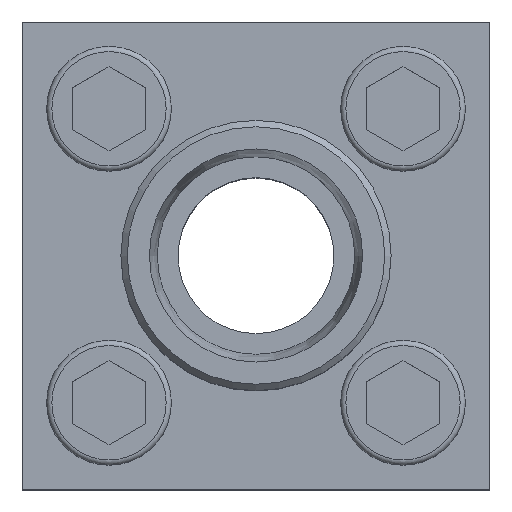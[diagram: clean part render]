
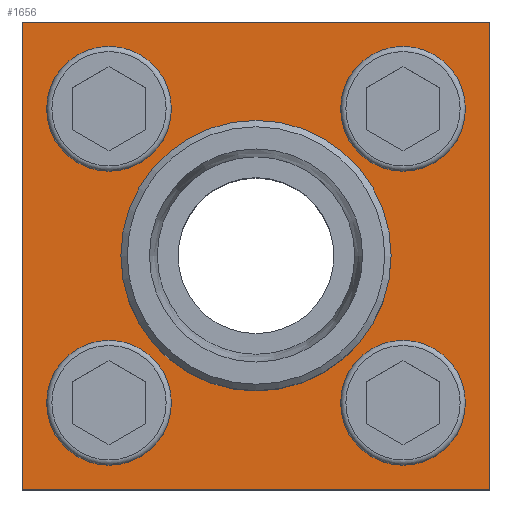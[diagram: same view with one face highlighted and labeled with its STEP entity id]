
A CAD part, top view. The second image highlights one B-rep face of the part: STEP entity #1656.
In plain terms, the highlighted planar face has unit normal (0, 0, 1).
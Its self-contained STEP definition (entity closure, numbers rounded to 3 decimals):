
#55=LINE('',#2225,#139);
#56=LINE('',#2228,#140);
#57=LINE('',#2230,#141);
#58=LINE('',#2232,#142);
#139=VECTOR('',#1883,1000.);
#140=VECTOR('',#1884,1000.);
#141=VECTOR('',#1885,1000.);
#142=VECTOR('',#1886,1000.);
#223=ORIENTED_EDGE('',*,*,#487,.T.);
#224=ORIENTED_EDGE('',*,*,#488,.T.);
#225=ORIENTED_EDGE('',*,*,#489,.F.);
#226=ORIENTED_EDGE('',*,*,#490,.T.);
#227=ORIENTED_EDGE('',*,*,#491,.T.);
#228=ORIENTED_EDGE('',*,*,#492,.T.);
#229=ORIENTED_EDGE('',*,*,#493,.T.);
#230=ORIENTED_EDGE('',*,*,#494,.T.);
#231=ORIENTED_EDGE('',*,*,#495,.T.);
#487=EDGE_CURVE('',#619,#619,#723,.T.);
#488=EDGE_CURVE('',#620,#620,#724,.T.);
#489=EDGE_CURVE('',#621,#621,#725,.T.);
#490=EDGE_CURVE('',#622,#623,#55,.T.);
#491=EDGE_CURVE('',#623,#624,#56,.T.);
#492=EDGE_CURVE('',#624,#625,#57,.T.);
#493=EDGE_CURVE('',#625,#622,#58,.T.);
#494=EDGE_CURVE('',#626,#626,#726,.T.);
#495=EDGE_CURVE('',#627,#627,#727,.T.);
#619=VERTEX_POINT('',#2220);
#620=VERTEX_POINT('',#2222);
#621=VERTEX_POINT('',#2224);
#622=VERTEX_POINT('',#2226);
#623=VERTEX_POINT('',#2227);
#624=VERTEX_POINT('',#2229);
#625=VERTEX_POINT('',#2231);
#626=VERTEX_POINT('',#2234);
#627=VERTEX_POINT('',#2236);
#723=CIRCLE('',#1745,12.);
#724=CIRCLE('',#1746,12.);
#725=CIRCLE('',#1747,26.);
#726=CIRCLE('',#1748,12.);
#727=CIRCLE('',#1749,12.);
#771=EDGE_LOOP('',(#223));
#772=EDGE_LOOP('',(#224));
#773=EDGE_LOOP('',(#225));
#774=EDGE_LOOP('',(#226,#227,#228,#229));
#775=EDGE_LOOP('',(#230));
#776=EDGE_LOOP('',(#231));
#905=FACE_BOUND('',#771,.T.);
#906=FACE_BOUND('',#772,.T.);
#907=FACE_BOUND('',#773,.T.);
#908=FACE_BOUND('',#774,.T.);
#909=FACE_BOUND('',#775,.T.);
#910=FACE_BOUND('',#776,.T.);
#1039=PLANE('',#1744);
#1656=ADVANCED_FACE('',(#905,#906,#907,#908,#909,#910),#1039,.T.);
#1744=AXIS2_PLACEMENT_3D('',#2218,#1875,#1876);
#1745=AXIS2_PLACEMENT_3D('',#2219,#1877,#1878);
#1746=AXIS2_PLACEMENT_3D('',#2221,#1879,#1880);
#1747=AXIS2_PLACEMENT_3D('',#2223,#1881,#1882);
#1748=AXIS2_PLACEMENT_3D('',#2233,#1887,#1888);
#1749=AXIS2_PLACEMENT_3D('',#2235,#1889,#1890);
#1875=DIRECTION('',(0.,0.,1.));
#1876=DIRECTION('',(1.,0.,0.));
#1877=DIRECTION('',(0.,0.,-1.));
#1878=DIRECTION('',(-1.,0.,0.));
#1879=DIRECTION('',(0.,0.,-1.));
#1880=DIRECTION('',(-1.,0.,0.));
#1881=DIRECTION('',(0.,0.,1.));
#1882=DIRECTION('',(1.,0.,0.));
#1883=DIRECTION('',(0.,-1.,0.));
#1884=DIRECTION('',(1.,0.,0.));
#1885=DIRECTION('',(0.,1.,0.));
#1886=DIRECTION('',(-1.,0.,0.));
#1887=DIRECTION('',(0.,0.,-1.));
#1888=DIRECTION('',(-1.,0.,0.));
#1889=DIRECTION('',(0.,0.,-1.));
#1890=DIRECTION('',(-1.,0.,0.));
#2218=CARTESIAN_POINT('',(0.,0.,33.));
#2219=CARTESIAN_POINT('',(-28.284,-28.284,33.));
#2220=CARTESIAN_POINT('',(-40.284,-28.284,33.));
#2221=CARTESIAN_POINT('',(28.284,28.284,33.));
#2222=CARTESIAN_POINT('',(16.284,28.284,33.));
#2223=CARTESIAN_POINT('',(0.,0.,33.));
#2224=CARTESIAN_POINT('',(26.,0.,33.));
#2225=CARTESIAN_POINT('',(-45.,45.,33.));
#2226=CARTESIAN_POINT('',(-45.,45.,33.));
#2227=CARTESIAN_POINT('',(-45.,-45.,33.));
#2228=CARTESIAN_POINT('',(-45.,-45.,33.));
#2229=CARTESIAN_POINT('',(45.,-45.,33.));
#2230=CARTESIAN_POINT('',(45.,-45.,33.));
#2231=CARTESIAN_POINT('',(45.,45.,33.));
#2232=CARTESIAN_POINT('',(45.,45.,33.));
#2233=CARTESIAN_POINT('',(-28.284,28.284,33.));
#2234=CARTESIAN_POINT('',(-40.284,28.284,33.));
#2235=CARTESIAN_POINT('',(28.284,-28.284,33.));
#2236=CARTESIAN_POINT('',(16.284,-28.284,33.));
